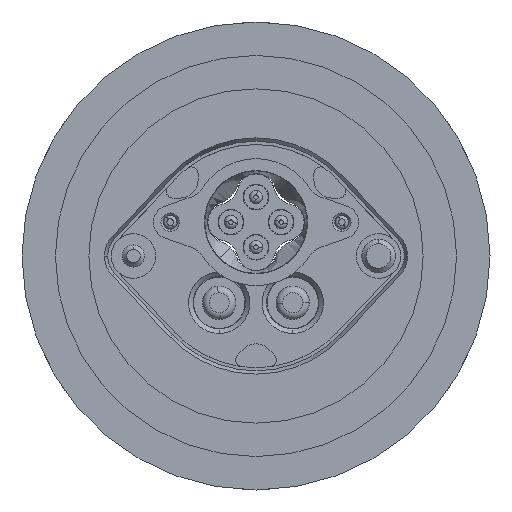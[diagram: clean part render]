
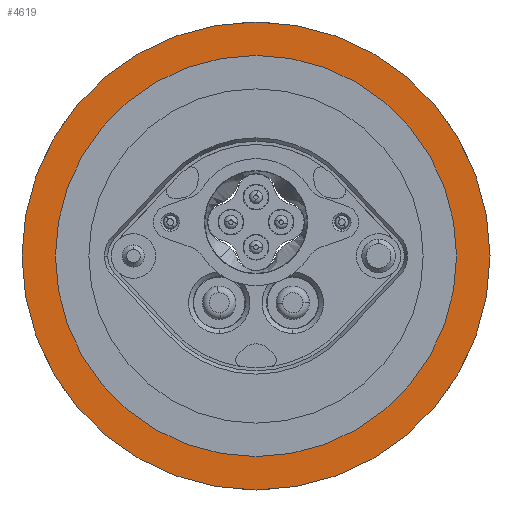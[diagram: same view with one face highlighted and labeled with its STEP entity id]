
A CAD part, front view. The second image highlights one B-rep face of the part: STEP entity #4619.
In plain terms, the highlighted planar face has unit normal (0, -1, 0).
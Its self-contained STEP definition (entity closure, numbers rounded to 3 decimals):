
#1018 = CARTESIAN_POINT ( 'NONE',  ( 0., -14.5, 0. ) ) ;
#1697 = VERTEX_POINT ( 'NONE', #19177 ) ;
#2030 = AXIS2_PLACEMENT_3D ( 'NONE', #1018, #2773, #4882 ) ;
#2660 = VERTEX_POINT ( 'NONE', #20300 ) ;
#2773 = DIRECTION ( 'NONE',  ( 0., 1., 0. ) ) ;
#3492 = CARTESIAN_POINT ( 'NONE',  ( 0., -14.5, 0. ) ) ;
#4057 = ORIENTED_EDGE ( 'NONE', *, *, #11229, .F. ) ;
#4220 = EDGE_CURVE ( 'NONE', #1697, #21310, #15791, .T. ) ;
#4281 = AXIS2_PLACEMENT_3D ( 'NONE', #3492, #9179, #8455 ) ;
#4619 = ADVANCED_FACE ( 'NONE', ( #16558, #20004 ), #10824, .F. ) ;
#4882 = DIRECTION ( 'NONE',  ( 0., 0., 1. ) ) ;
#4973 = EDGE_CURVE ( 'NONE', #2660, #17830, #18596, .T. ) ;
#5117 = EDGE_LOOP ( 'NONE', ( #15124, #19885 ) ) ;
#5373 = DIRECTION ( 'NONE',  ( 0., 1., 0. ) ) ;
#6823 = AXIS2_PLACEMENT_3D ( 'NONE', #10911, #5373, #10934 ) ;
#7564 = CIRCLE ( 'NONE', #2030, 10.5 ) ;
#7698 = ORIENTED_EDGE ( 'NONE', *, *, #4220, .F. ) ;
#8455 = DIRECTION ( 'NONE',  ( 0., 0., 1. ) ) ;
#8878 = CIRCLE ( 'NONE', #15047, 9. ) ;
#9179 = DIRECTION ( 'NONE',  ( 0., 1., 0. ) ) ;
#10824 = PLANE ( 'NONE',  #6823 ) ;
#10911 = CARTESIAN_POINT ( 'NONE',  ( 0., -14.5, -10.5 ) ) ;
#10934 = DIRECTION ( 'NONE',  ( 0., 0., 1. ) ) ;
#11229 = EDGE_CURVE ( 'NONE', #21310, #1697, #7564, .T. ) ;
#13003 = CARTESIAN_POINT ( 'NONE',  ( 0., -14.5, 10.5 ) ) ;
#13872 = DIRECTION ( 'NONE',  ( 0., 0., 1. ) ) ;
#13900 = DIRECTION ( 'NONE',  ( 0., 1., 0. ) ) ;
#13930 = CARTESIAN_POINT ( 'NONE',  ( 0., -14.5, 0. ) ) ;
#14342 = CARTESIAN_POINT ( 'NONE',  ( 9., -14.5, 0. ) ) ;
#15047 = AXIS2_PLACEMENT_3D ( 'NONE', #13930, #13900, #13872 ) ;
#15124 = ORIENTED_EDGE ( 'NONE', *, *, #4973, .T. ) ;
#15791 = CIRCLE ( 'NONE', #16710, 10.5 ) ;
#16558 = FACE_OUTER_BOUND ( 'NONE', #21117, .T. ) ;
#16710 = AXIS2_PLACEMENT_3D ( 'NONE', #17705, #17732, #17683 ) ;
#17683 = DIRECTION ( 'NONE',  ( 0., 0., 1. ) ) ;
#17705 = CARTESIAN_POINT ( 'NONE',  ( 0., -14.5, 0. ) ) ;
#17732 = DIRECTION ( 'NONE',  ( 0., 1., 0. ) ) ;
#17830 = VERTEX_POINT ( 'NONE', #14342 ) ;
#18596 = CIRCLE ( 'NONE', #4281, 9. ) ;
#18726 = EDGE_CURVE ( 'NONE', #17830, #2660, #8878, .T. ) ;
#19177 = CARTESIAN_POINT ( 'NONE',  ( 0., -14.5, -10.5 ) ) ;
#19885 = ORIENTED_EDGE ( 'NONE', *, *, #18726, .T. ) ;
#20004 = FACE_BOUND ( 'NONE', #5117, .T. ) ;
#20300 = CARTESIAN_POINT ( 'NONE',  ( -9., -14.5, 0. ) ) ;
#21117 = EDGE_LOOP ( 'NONE', ( #4057, #7698 ) ) ;
#21310 = VERTEX_POINT ( 'NONE', #13003 ) ;
